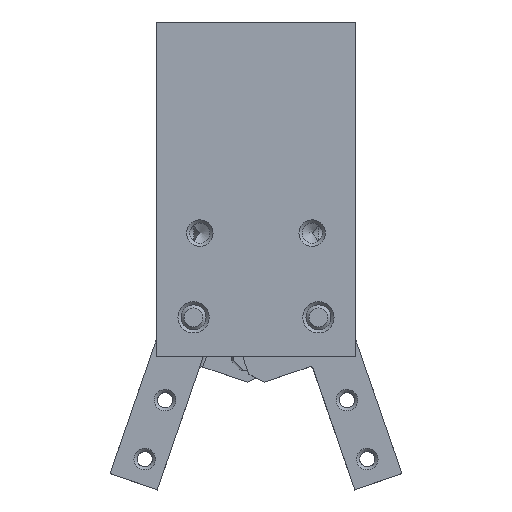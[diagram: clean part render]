
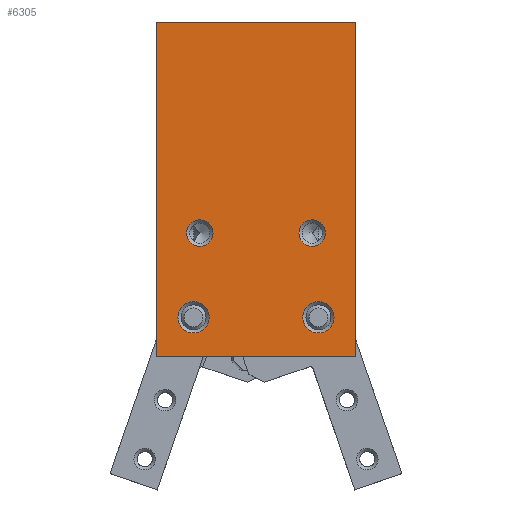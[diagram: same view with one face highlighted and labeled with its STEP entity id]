
A CAD part, top view. The second image highlights one B-rep face of the part: STEP entity #6305.
In plain terms, the highlighted planar face has unit normal (0, 0, 1).
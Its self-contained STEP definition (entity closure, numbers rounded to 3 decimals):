
#5875=CARTESIAN_POINT('',(-16.0,-26.75,16.0));
#5876=VERTEX_POINT('',#5875);
#5883=CARTESIAN_POINT('',(-16.0,26.75,16.0));
#5884=VERTEX_POINT('',#5883);
#5885=CARTESIAN_POINT('',(-16.0,26.75,16.0));
#5886=DIRECTION('',(0.0,-1.0,0.0));
#5887=VECTOR('',#5886,53.5);
#5888=LINE('',#5885,#5887);
#5889=EDGE_CURVE('',#5884,#5876,#5888,.T.);
#6004=CARTESIAN_POINT('',(16.0,26.75,16.0));
#6005=VERTEX_POINT('',#6004);
#6012=CARTESIAN_POINT('',(16.0,-26.75,16.0));
#6013=VERTEX_POINT('',#6012);
#6014=CARTESIAN_POINT('',(16.0,-26.75,16.0));
#6015=DIRECTION('',(0.0,1.0,0.0));
#6016=VECTOR('',#6015,53.5);
#6017=LINE('',#6014,#6016);
#6018=EDGE_CURVE('',#6013,#6005,#6017,.T.);
#6236=CARTESIAN_POINT('',(12.5,-20.55,16.0));
#6237=VERTEX_POINT('',#6236);
#6238=CARTESIAN_POINT('',(10.0,-20.55,16.0));
#6239=DIRECTION('',(0.0,0.0,1.0));
#6240=DIRECTION('',(-1.0,0.0,0.0));
#6241=AXIS2_PLACEMENT_3D('',#6238,#6239,#6240);
#6242=CIRCLE('',#6241,2.5);
#6243=EDGE_CURVE('',#6237,#6237,#6242,.T.);
#6248=CARTESIAN_POINT('',(16.0,0.0,16.0));
#6249=DIRECTION('',(0.0,0.0,1.0));
#6250=DIRECTION('',(1.0,0.0,0.0));
#6251=AXIS2_PLACEMENT_3D('',#6248,#6249,#6250);
#6252=PLANE('',#6251);
#6253=CARTESIAN_POINT('',(16.0,26.75,16.0));
#6254=DIRECTION('',(-1.0,0.0,0.0));
#6255=VECTOR('',#6254,32.0);
#6256=LINE('',#6253,#6255);
#6257=EDGE_CURVE('',#6005,#5884,#6256,.T.);
#6258=ORIENTED_EDGE('',*,*,#6257,.T.);
#6259=ORIENTED_EDGE('',*,*,#5889,.T.);
#6260=CARTESIAN_POINT('',(-16.0,-26.75,16.0));
#6261=DIRECTION('',(1.0,0.0,0.0));
#6262=VECTOR('',#6261,32.0);
#6263=LINE('',#6260,#6262);
#6264=EDGE_CURVE('',#5876,#6013,#6263,.T.);
#6265=ORIENTED_EDGE('',*,*,#6264,.T.);
#6266=ORIENTED_EDGE('',*,*,#6018,.T.);
#6267=EDGE_LOOP('',(#6258,#6259,#6265,#6266));
#6268=FACE_OUTER_BOUND('',#6267,.T.);
#6269=CARTESIAN_POINT('',(-7.5,-20.55,16.0));
#6270=VERTEX_POINT('',#6269);
#6271=CARTESIAN_POINT('',(-10.0,-20.55,16.0));
#6272=DIRECTION('',(0.0,0.0,1.0));
#6273=DIRECTION('',(-1.0,0.0,0.0));
#6274=AXIS2_PLACEMENT_3D('',#6271,#6272,#6273);
#6275=CIRCLE('',#6274,2.5);
#6276=EDGE_CURVE('',#6270,#6270,#6275,.T.);
#6277=ORIENTED_EDGE('',*,*,#6276,.F.);
#6278=EDGE_LOOP('',(#6277));
#6279=FACE_BOUND('',#6278,.T.);
#6280=CARTESIAN_POINT('',(-6.879,-7.05,16.0));
#6281=VERTEX_POINT('',#6280);
#6282=CARTESIAN_POINT('',(-9.0,-7.05,16.0));
#6283=DIRECTION('',(0.0,0.0,1.0));
#6284=DIRECTION('',(-1.0,0.0,0.0));
#6285=AXIS2_PLACEMENT_3D('',#6282,#6283,#6284);
#6286=CIRCLE('',#6285,2.121);
#6287=EDGE_CURVE('',#6281,#6281,#6286,.T.);
#6288=ORIENTED_EDGE('',*,*,#6287,.F.);
#6289=EDGE_LOOP('',(#6288));
#6290=FACE_BOUND('',#6289,.T.);
#6291=CARTESIAN_POINT('',(11.121,-7.05,16.0));
#6292=VERTEX_POINT('',#6291);
#6293=CARTESIAN_POINT('',(9.0,-7.05,16.0));
#6294=DIRECTION('',(0.0,0.0,1.0));
#6295=DIRECTION('',(-1.0,0.0,0.0));
#6296=AXIS2_PLACEMENT_3D('',#6293,#6294,#6295);
#6297=CIRCLE('',#6296,2.121);
#6298=EDGE_CURVE('',#6292,#6292,#6297,.T.);
#6299=ORIENTED_EDGE('',*,*,#6298,.F.);
#6300=EDGE_LOOP('',(#6299));
#6301=FACE_BOUND('',#6300,.T.);
#6302=ORIENTED_EDGE('',*,*,#6243,.F.);
#6303=EDGE_LOOP('',(#6302));
#6304=FACE_BOUND('',#6303,.T.);
#6305=ADVANCED_FACE('',(#6268,#6279,#6290,#6301,#6304),#6252,.T.);
